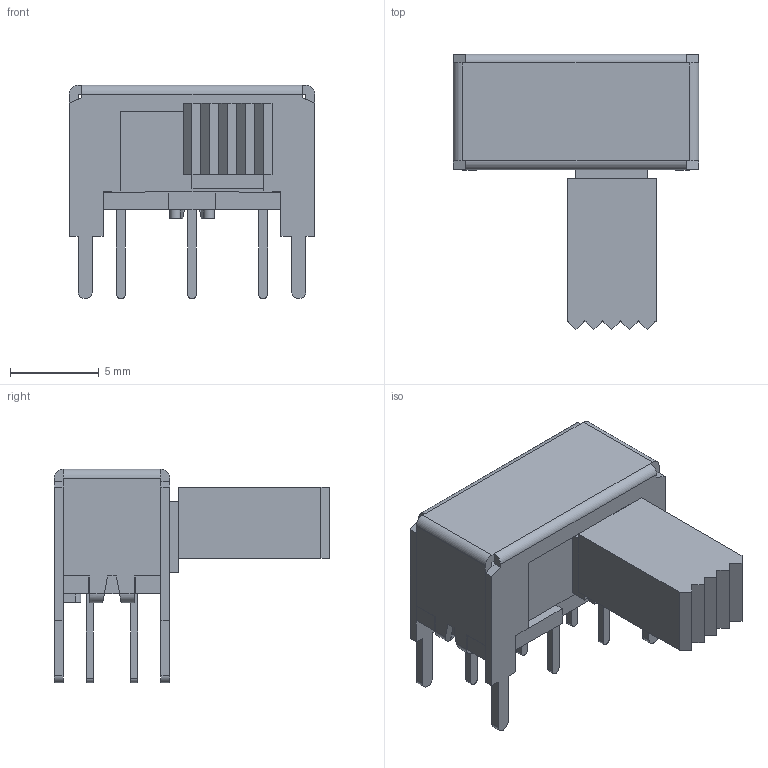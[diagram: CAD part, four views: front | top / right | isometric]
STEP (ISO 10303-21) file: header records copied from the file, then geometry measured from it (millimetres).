
FILE_DESCRIPTION(/* description */ (''),/* implementation_level */ '2;1');
FILE_NAME(/* name */ 'EG2219.stp',/* time_stamp */ '2022-03-22T11:09:20-05:00',/* author */ ('mwilliams'),/* organization */ (''),/* preprocessor_version */ 'ST-DEVELOPER v18',/* originating_system */ 'Autodesk Inventor 2020',/* authorisation */ '');
FILE_SCHEMA (('AUTOMOTIVE_DESIGN { 1 0 10303 214 3 1 1 }'));
Length unit declared in the file: millimetre
Products named in the file (1): EG2219
Bounding box: 13.8 x 15.5 x 12 mm (x, y, z)
Volume: 768.7 mm3; surface area: 997.4 mm2
Topology: 1 solids, 1 shells, 225 faces, 647 edges, 406 vertices
Faces by surface type: plane 199, cylinder 26
Entity records: 7258 total; most frequent: ORIENTED_EDGE 1294, CARTESIAN_POINT 1279, DIRECTION 1151, EDGE_CURVE 647, LINE 595, VECTOR 595, VERTEX_POINT 406, AXIS2_PLACEMENT_3D 278
